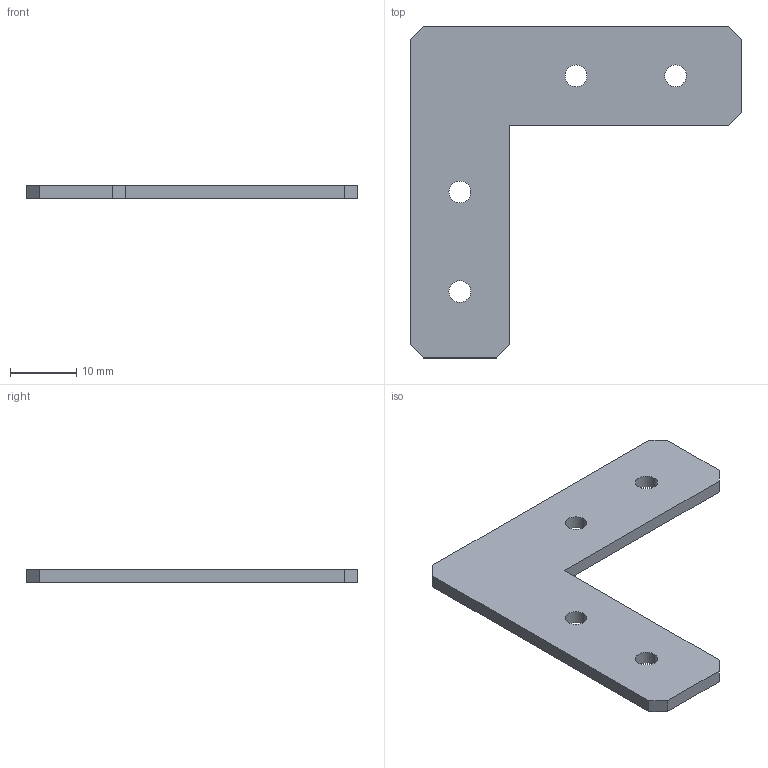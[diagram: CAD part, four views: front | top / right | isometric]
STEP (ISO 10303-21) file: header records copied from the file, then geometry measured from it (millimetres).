
FILE_DESCRIPTION (( 'STEP AP203' ), '1' );
FILE_NAME ('ÂíóòðåííèéÓãîëîê 30 ñåðèÿ 50õ50 (öèíê).STEP', '2025-04-14T07:02:02', ( '' ), ( '' ), 'SwSTEP 2.0', 'SolidWorks 2022', '' );
FILE_SCHEMA (( 'CONFIG_CONTROL_DESIGN' ));
Length unit declared in the file: millimetre
Products named in the file (1): ВнутреннийУголок 30 серия 50х50 (цинк)
Bounding box: 50 x 50 x 2 mm (x, y, z)
Volume: 2461.6 mm3; surface area: 2932.8 mm2
Topology: 1 solids, 1 shells, 21 faces, 57 edges, 38 vertices
Faces by surface type: plane 13, cylinder 8
Entity records: 760 total; most frequent: DIRECTION 117, CARTESIAN_POINT 117, ORIENTED_EDGE 114, EDGE_CURVE 57, VECTOR 41, LINE 41, VERTEX_POINT 38, AXIS2_PLACEMENT_3D 38
